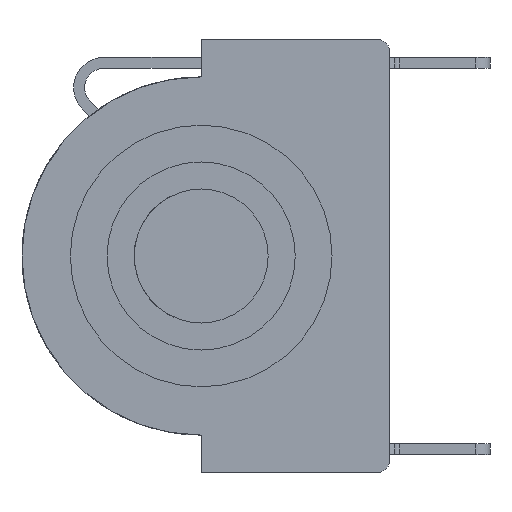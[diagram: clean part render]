
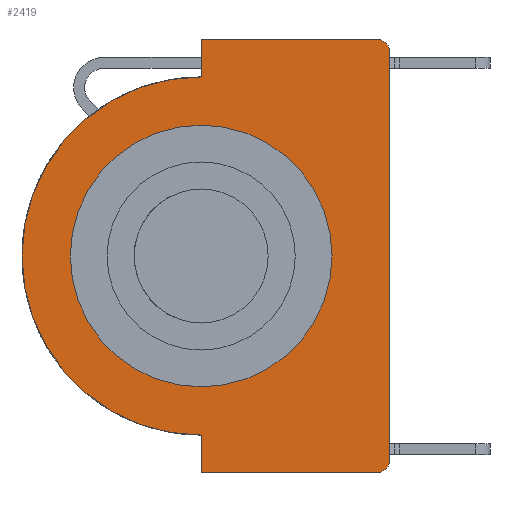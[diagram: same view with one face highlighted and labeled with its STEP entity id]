
A CAD part, left-side view. The second image highlights one B-rep face of the part: STEP entity #2419.
In plain terms, the highlighted planar face has unit normal (-1, 0, 0).
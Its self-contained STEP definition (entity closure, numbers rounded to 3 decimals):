
#25=PLANE('',#2588);
#104=FACE_BOUND('',#267,.T.);
#142=FACE_OUTER_BOUND('',#266,.T.);
#266=EDGE_LOOP('',(#1708,#1709,#1710,#1711,#1712,#1713,#1714,#1715));
#267=EDGE_LOOP('',(#1716));
#417=LINE('',#3519,#688);
#467=LINE('',#3656,#738);
#468=LINE('',#3660,#739);
#469=LINE('',#3662,#740);
#470=LINE('',#3665,#741);
#688=VECTOR('',#2817,1000.);
#738=VECTOR('',#2937,1000.);
#739=VECTOR('',#2940,1000.);
#740=VECTOR('',#2941,1000.);
#741=VECTOR('',#2944,1000.);
#917=CIRCLE('',#2539,5.5);
#940=CIRCLE('',#2586,0.5);
#942=CIRCLE('',#2589,0.5);
#943=CIRCLE('',#2590,7.53);
#979=VERTEX_POINT('',#3405);
#1032=VERTEX_POINT('',#3516);
#1033=VERTEX_POINT('',#3518);
#1083=VERTEX_POINT('',#3649);
#1085=VERTEX_POINT('',#3655);
#1086=VERTEX_POINT('',#3657);
#1087=VERTEX_POINT('',#3659);
#1088=VERTEX_POINT('',#3661);
#1089=VERTEX_POINT('',#3663);
#1209=EDGE_CURVE('',#979,#979,#917,.T.);
#1265=EDGE_CURVE('',#1032,#1033,#417,.T.);
#1331=EDGE_CURVE('',#1033,#1083,#940,.T.);
#1334=EDGE_CURVE('',#1085,#1083,#467,.T.);
#1335=EDGE_CURVE('',#1032,#1086,#942,.T.);
#1336=EDGE_CURVE('',#1086,#1087,#468,.T.);
#1337=EDGE_CURVE('',#1088,#1087,#469,.T.);
#1338=EDGE_CURVE('',#1088,#1089,#943,.T.);
#1339=EDGE_CURVE('',#1085,#1089,#470,.T.);
#1708=ORIENTED_EDGE('',*,*,#1334,.T.);
#1709=ORIENTED_EDGE('',*,*,#1331,.F.);
#1710=ORIENTED_EDGE('',*,*,#1265,.F.);
#1711=ORIENTED_EDGE('',*,*,#1335,.T.);
#1712=ORIENTED_EDGE('',*,*,#1336,.T.);
#1713=ORIENTED_EDGE('',*,*,#1337,.F.);
#1714=ORIENTED_EDGE('',*,*,#1338,.T.);
#1715=ORIENTED_EDGE('',*,*,#1339,.F.);
#1716=ORIENTED_EDGE('',*,*,#1209,.T.);
#2419=ADVANCED_FACE('',(#142,#104),#25,.T.);
#2539=AXIS2_PLACEMENT_3D('',#3406,#2743,#2744);
#2586=AXIS2_PLACEMENT_3D('',#3650,#2930,#2931);
#2588=AXIS2_PLACEMENT_3D('',#3654,#2935,#2936);
#2589=AXIS2_PLACEMENT_3D('',#3658,#2938,#2939);
#2590=AXIS2_PLACEMENT_3D('',#3664,#2942,#2943);
#2743=DIRECTION('center_axis',(1.,0.,0.));
#2744=DIRECTION('ref_axis',(0.,-1.,0.));
#2817=DIRECTION('',(0.,0.,-1.));
#2930=DIRECTION('center_axis',(1.,0.,0.));
#2931=DIRECTION('ref_axis',(0.,0.,
1.));
#2935=DIRECTION('center_axis',(-1.,0.,0.));
#2936=DIRECTION('ref_axis',(0.,1.,0.));
#2937=DIRECTION('',(0.,-1.,0.));
#2938=DIRECTION('center_axis',(-1.,0.,0.));
#2939=DIRECTION('ref_axis',(0.,0.,
-1.));
#2940=DIRECTION('',(0.,1.,0.));
#2941=DIRECTION('',(0.,0.,1.));
#2942=DIRECTION('center_axis',(-1.,0.,0.));
#2943=DIRECTION('ref_axis',(0.,0.,
1.));
#2944=DIRECTION('',(0.,0.,1.));
#3405=CARTESIAN_POINT('',(0.,5.5,0.));
#3406=CARTESIAN_POINT('Origin',(0.,0.,0.));
#3516=CARTESIAN_POINT('',(0.,-7.92,8.6));
#3518=CARTESIAN_POINT('',(0.,-7.92,-8.6));
#3519=CARTESIAN_POINT('',(0.,-7.92,8.6));
#3649=CARTESIAN_POINT('',(0.,-7.42,-9.1));
#3650=CARTESIAN_POINT('Origin',(0.,-7.42,
-8.6));
#3654=CARTESIAN_POINT('Origin',(0.,-1.675,0.));
#3655=CARTESIAN_POINT('',(0.,0.,-9.1));
#3656=CARTESIAN_POINT('',(0.,-1.675,-9.1));
#3657=CARTESIAN_POINT('',(0.,-7.42,9.1));
#3658=CARTESIAN_POINT('Origin',(0.,-7.42,
8.6));
#3659=CARTESIAN_POINT('',(0.,0.,9.1));
#3660=CARTESIAN_POINT('',(0.,-1.675,9.1));
#3661=CARTESIAN_POINT('',(0.,0.,7.53));
#3662=CARTESIAN_POINT('',(0.,0.,-9.1));
#3663=CARTESIAN_POINT('',(0.,0.,-7.53));
#3664=CARTESIAN_POINT('Origin',(0.,0.,
0.));
#3665=CARTESIAN_POINT('',(0.,0.,-9.1));
